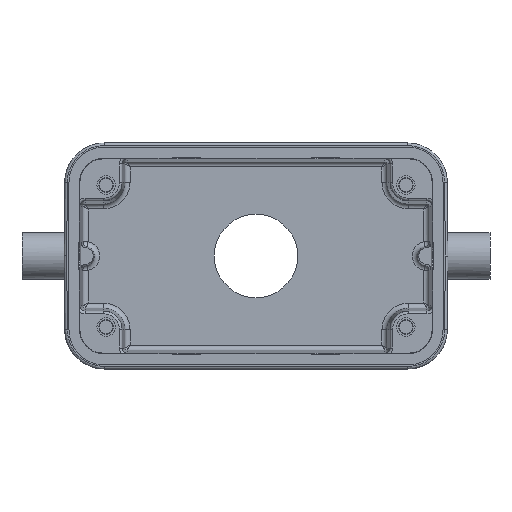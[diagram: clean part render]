
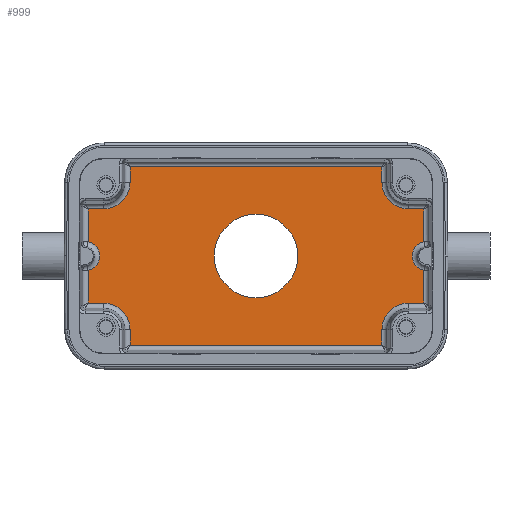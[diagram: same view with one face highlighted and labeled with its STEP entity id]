
A CAD part, front view. The second image highlights one B-rep face of the part: STEP entity #999.
In plain terms, the highlighted planar face has unit normal (0, -1, 0).
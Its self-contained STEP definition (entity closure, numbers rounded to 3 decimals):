
#999=ADVANCED_FACE('',(#1391,#1392),#1225,.T.);
#1225=PLANE('',#6848);
#1391=FACE_BOUND('',#1753,.T.);
#1392=FACE_BOUND('',#1754,.T.);
#1753=EDGE_LOOP('',(#3499));
#1754=EDGE_LOOP('',(#3500,#3501,#3502,#3503,#3504,#3505,#3506,#3507,#3508,
#3509,#3510,#3511,#3512,#3513,#3514,#3515,#3516,#3517,#3518,#3519));
#1860=CIRCLE('',#6583,5.053);
#1869=CIRCLE('',#6599,2.772);
#1924=CIRCLE('',#6742,5.053);
#1929=CIRCLE('',#6751,5.053);
#1937=CIRCLE('',#6767,2.772);
#1943=CIRCLE('',#6777,5.053);
#1959=CIRCLE('',#6847,7.95);
#3499=ORIENTED_EDGE('',*,*,#5117,.F.);
#3500=ORIENTED_EDGE('',*,*,#4970,.T.);
#3501=ORIENTED_EDGE('',*,*,#4974,.F.);
#3502=ORIENTED_EDGE('',*,*,#4977,.T.);
#3503=ORIENTED_EDGE('',*,*,#4982,.T.);
#3504=ORIENTED_EDGE('',*,*,#4986,.T.);
#3505=ORIENTED_EDGE('',*,*,#4990,.F.);
#3506=ORIENTED_EDGE('',*,*,#4993,.T.);
#3507=ORIENTED_EDGE('',*,*,#4998,.T.);
#3508=ORIENTED_EDGE('',*,*,#5012,.F.);
#3509=ORIENTED_EDGE('',*,*,#5016,.T.);
#3510=ORIENTED_EDGE('',*,*,#5021,.T.);
#3511=ORIENTED_EDGE('',*,*,#5025,.F.);
#3512=ORIENTED_EDGE('',*,*,#5028,.T.);
#3513=ORIENTED_EDGE('',*,*,#4965,.T.);
#3514=ORIENTED_EDGE('',*,*,#4960,.T.);
#3515=ORIENTED_EDGE('',*,*,#4757,.F.);
#3516=ORIENTED_EDGE('',*,*,#4761,.T.);
#3517=ORIENTED_EDGE('',*,*,#4782,.T.);
#3518=ORIENTED_EDGE('',*,*,#4778,.F.);
#3519=ORIENTED_EDGE('',*,*,#5116,.T.);
#4050=VERTEX_POINT('',#9734);
#4051=VERTEX_POINT('',#9736);
#4053=VERTEX_POINT('',#9745);
#4064=VERTEX_POINT('',#9902);
#4065=VERTEX_POINT('',#9906);
#4189=VERTEX_POINT('',#10411);
#4190=VERTEX_POINT('',#10477);
#4194=VERTEX_POINT('',#10489);
#4196=VERTEX_POINT('',#10548);
#4198=VERTEX_POINT('',#10570);
#4200=VERTEX_POINT('',#10579);
#4203=VERTEX_POINT('',#10646);
#4206=VERTEX_POINT('',#10709);
#4208=VERTEX_POINT('',#10731);
#4210=VERTEX_POINT('',#10740);
#4213=VERTEX_POINT('',#10804);
#4222=VERTEX_POINT('',#10904);
#4224=VERTEX_POINT('',#10914);
#4227=VERTEX_POINT('',#10978);
#4229=VERTEX_POINT('',#11000);
#4271=VERTEX_POINT('',#11275);
#4757=EDGE_CURVE('',#4050,#4051,#1860,.T.);
#4761=EDGE_CURVE('',#4050,#4053,#5541,.T.);
#4778=EDGE_CURVE('',#4064,#4065,#1869,.T.);
#4782=EDGE_CURVE('',#4053,#4065,#5545,.T.);
#4960=EDGE_CURVE('',#4189,#4051,#5640,.T.);
#4965=EDGE_CURVE('',#4190,#4189,#5642,.T.);
#4970=EDGE_CURVE('',#4194,#4196,#5643,.T.);
#4974=EDGE_CURVE('',#4198,#4196,#1924,.T.);
#4977=EDGE_CURVE('',#4198,#4200,#5646,.T.);
#4982=EDGE_CURVE('',#4200,#4203,#5648,.T.);
#4986=EDGE_CURVE('',#4203,#4206,#5649,.T.);
#4990=EDGE_CURVE('',#4208,#4206,#1929,.T.);
#4993=EDGE_CURVE('',#4208,#4210,#5652,.T.);
#4998=EDGE_CURVE('',#4210,#4213,#5654,.T.);
#5012=EDGE_CURVE('',#4222,#4213,#1937,.T.);
#5016=EDGE_CURVE('',#4222,#4224,#5657,.T.);
#5021=EDGE_CURVE('',#4224,#4227,#5659,.T.);
#5025=EDGE_CURVE('',#4229,#4227,#1943,.T.);
#5028=EDGE_CURVE('',#4229,#4190,#5662,.T.);
#5116=EDGE_CURVE('',#4064,#4194,#5724,.T.);
#5117=EDGE_CURVE('',#4271,#4271,#1959,.T.);
#5541=LINE('',#9746,#6108);
#5545=LINE('',#9912,#6112);
#5640=LINE('',#10410,#6207);
#5642=LINE('',#10480,#6209);
#5643=LINE('',#10549,#6210);
#5646=LINE('',#10580,#6213);
#5648=LINE('',#10647,#6215);
#5649=LINE('',#10710,#6216);
#5652=LINE('',#10741,#6219);
#5654=LINE('',#10805,#6221);
#5657=LINE('',#10915,#6224);
#5659=LINE('',#10979,#6226);
#5662=LINE('',#11009,#6229);
#5724=LINE('',#11272,#6291);
#6108=VECTOR('',#7773,1.);
#6112=VECTOR('',#7813,1.);
#6207=VECTOR('',#8172,1.);
#6209=VECTOR('',#8176,1.);
#6210=VECTOR('',#8183,1.);
#6213=VECTOR('',#8194,1.);
#6215=VECTOR('',#8200,1.);
#6216=VECTOR('',#8207,1.);
#6219=VECTOR('',#8218,1.);
#6221=VECTOR('',#8226,1.);
#6224=VECTOR('',#8261,1.);
#6226=VECTOR('',#8269,1.);
#6229=VECTOR('',#8280,1.);
#6291=VECTOR('',#8476,1.);
#6583=AXIS2_PLACEMENT_3D('',#9735,#7766,#7767);
#6599=AXIS2_PLACEMENT_3D('',#9905,#7802,#7803);
#6742=AXIS2_PLACEMENT_3D('',#10571,#8189,#8190);
#6751=AXIS2_PLACEMENT_3D('',#10732,#8213,#8214);
#6767=AXIS2_PLACEMENT_3D('',#10903,#8251,#8252);
#6777=AXIS2_PLACEMENT_3D('',#11001,#8275,#8276);
#6847=AXIS2_PLACEMENT_3D('',#11274,#8479,#8480);
#6848=AXIS2_PLACEMENT_3D('',#11276,#8481,#8482);
#7766=DIRECTION('',(0.,-1.,0.));
#7767=DIRECTION('',(0.,0.,-1.));
#7773=DIRECTION('',(1.,0.,0.));
#7802=DIRECTION('',(0.,-1.,0.));
#7803=DIRECTION('',(0.,0.,-1.));
#7813=DIRECTION('',(0.,0.,1.));
#8172=DIRECTION('',(0.,0.,1.));
#8176=DIRECTION('',(1.,0.,0.));
#8183=DIRECTION('',(-1.,0.,0.));
#8189=DIRECTION('',(0.,-1.,0.));
#8190=DIRECTION('',(0.,0.,-1.));
#8194=DIRECTION('',(0.,0.,1.));
#8200=DIRECTION('',(-1.,0.,0.));
#8207=DIRECTION('',(0.,0.,-1.));
#8213=DIRECTION('',(0.,-1.,0.));
#8214=DIRECTION('',(0.,0.,-1.));
#8218=DIRECTION('',(-1.,0.,0.));
#8226=DIRECTION('',(0.,0.,-1.));
#8251=DIRECTION('',(0.,-1.,0.));
#8252=DIRECTION('',(0.,0.,-1.));
#8261=DIRECTION('',(0.,0.,-1.));
#8269=DIRECTION('',(1.,0.,0.));
#8275=DIRECTION('',(0.,-1.,0.));
#8276=DIRECTION('',(0.,0.,-1.));
#8280=DIRECTION('',(0.,0.,-1.));
#8476=DIRECTION('',(0.,0.,1.));
#8479=DIRECTION('',(0.,-1.,0.));
#8480=DIRECTION('',(-1.,0.,0.));
#8481=DIRECTION('',(0.,-1.,0.));
#8482=DIRECTION('',(0.,0.,-1.));
#9734=CARTESIAN_POINT('',(29.,19.35,-8.947));
#9735=CARTESIAN_POINT('',(29.,19.35,-14.));
#9736=CARTESIAN_POINT('',(23.947,19.35,-14.));
#9745=CARTESIAN_POINT('',(31.947,19.35,-8.947));
#9746=CARTESIAN_POINT('',(0.,19.35,-8.947));
#9902=CARTESIAN_POINT('',(31.947,19.35,2.717));
#9905=CARTESIAN_POINT('',(32.5,19.35,0.));
#9906=CARTESIAN_POINT('',(31.947,19.35,-2.717));
#9912=CARTESIAN_POINT('',(31.947,19.35,-21.5));
#10410=CARTESIAN_POINT('',(23.947,19.35,-21.5));
#10411=CARTESIAN_POINT('',(23.947,19.35,-16.947));
#10477=CARTESIAN_POINT('',(-23.947,19.35,-16.947));
#10480=CARTESIAN_POINT('',(0.,19.35,-16.947));
#10489=CARTESIAN_POINT('',(31.947,19.35,8.947));
#10548=CARTESIAN_POINT('',(29.,19.35,8.947));
#10549=CARTESIAN_POINT('',(0.,19.35,8.947));
#10570=CARTESIAN_POINT('',(23.947,19.35,14.));
#10571=CARTESIAN_POINT('',(29.,19.35,14.));
#10579=CARTESIAN_POINT('',(23.947,19.35,16.947));
#10580=CARTESIAN_POINT('',(23.947,19.35,-21.5));
#10646=CARTESIAN_POINT('',(-23.947,19.35,16.947));
#10647=CARTESIAN_POINT('',(0.,19.35,16.947));
#10709=CARTESIAN_POINT('',(-23.947,19.35,14.));
#10710=CARTESIAN_POINT('',(-23.947,19.35,-21.5));
#10731=CARTESIAN_POINT('',(-29.,19.35,8.947));
#10732=CARTESIAN_POINT('',(-29.,19.35,14.));
#10740=CARTESIAN_POINT('',(-31.947,19.35,8.947));
#10741=CARTESIAN_POINT('',(0.,19.35,8.947));
#10804=CARTESIAN_POINT('',(-31.947,19.35,2.717));
#10805=CARTESIAN_POINT('',(-31.947,19.35,-21.5));
#10903=CARTESIAN_POINT('',(-32.5,19.35,0.));
#10904=CARTESIAN_POINT('',(-31.947,19.35,-2.717));
#10914=CARTESIAN_POINT('',(-31.947,19.35,-8.947));
#10915=CARTESIAN_POINT('',(-31.947,19.35,-21.5));
#10978=CARTESIAN_POINT('',(-29.,19.35,-8.947));
#10979=CARTESIAN_POINT('',(0.,19.35,-8.947));
#11000=CARTESIAN_POINT('',(-23.947,19.35,-14.));
#11001=CARTESIAN_POINT('',(-29.,19.35,-14.));
#11009=CARTESIAN_POINT('',(-23.947,19.35,-21.5));
#11272=CARTESIAN_POINT('',(31.947,19.35,-21.5));
#11274=CARTESIAN_POINT('',(0.,19.35,0.));
#11275=CARTESIAN_POINT('',(-7.95,19.35,0.));
#11276=CARTESIAN_POINT('',(0.,19.35,-21.5));
